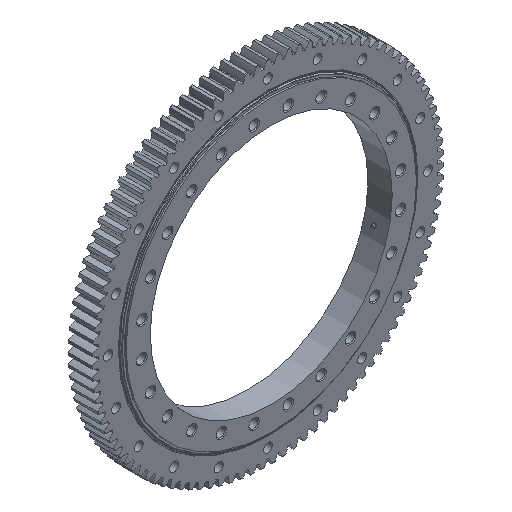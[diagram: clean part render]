
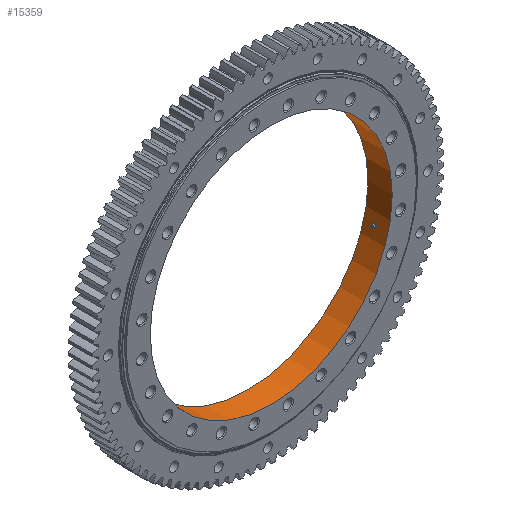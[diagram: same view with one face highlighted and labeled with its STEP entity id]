
A CAD part, isometric view. The second image highlights one B-rep face of the part: STEP entity #15359.
In plain terms, the highlighted cylindrical face has radius 365.125 mm (diameter 730.25 mm), a full revolution.
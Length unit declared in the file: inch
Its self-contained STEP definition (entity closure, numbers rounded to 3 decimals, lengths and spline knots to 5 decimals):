
#65=CYLINDRICAL_SURFACE('',#16513,14.375);
#564=FACE_BOUND('',#3119,.T.);
#699=LINE('',#29685,#1239);
#1239=VECTOR('',#19115,14.375);
#2188=FACE_OUTER_BOUND('',#3118,.T.);
#3118=EDGE_LOOP('',(#10851,#10852,#10853,#10854));
#3119=EDGE_LOOP('',(#10855,#10856));
#4064=CIRCLE('',#16498,14.375);
#4070=CIRCLE('',#16512,14.375);
#5385=B_SPLINE_CURVE_WITH_KNOTS('',3,(#29399,#29400,#29401,#29402,#29403,
#29404,#29405,#29406,#29407,#29408,#29409,#29410,#29411,#29412,#29413,#29414,
#29415,#29416),.UNSPECIFIED.,.F.,.F.,(4,2,2,2,2,2,2,2,4),(0.,0.36005,
0.7201,1.08015,1.4402,1.80025,2.1603,
2.52035,2.88039),.UNSPECIFIED.);
#5386=B_SPLINE_CURVE_WITH_KNOTS('',3,(#29417,#29418,#29419,#29420,#29421,
#29422,#29423,#29424,#29425,#29426,#29427,#29428,#29429,#29430,#29431,#29432,
#29433,#29434,#29435,#29436,#29437,#29438,#29439,#29440,#29441,#29442,#29443,
#29444,#29445,#29446,#29447,#29448,#29449,#29450,#29451,#29452,#29453,#29454,
#29455,#29456,#29457,#29458,#29459,#29460,#29461,#29462,#29463,#29464,#29465,
#29466),.UNSPECIFIED.,.F.,.F.,(4,2,2,2,2,2,2,2,2,2,2,2,2,2,2,2,2,2,2,2,
2,2,2,2,4),(2.88039,3.24044,3.60049,3.96054,
4.32059,4.68064,5.04069,5.40074,5.76079,
6.12084,6.48089,6.84094,7.20099,7.56104,
7.92109,8.28113,8.64118,9.00123,9.36128,
9.72133,10.08138,10.44143,10.80148,11.16153,
11.52158),.UNSPECIFIED.);
#6103=VERTEX_POINT('',#29397);
#6104=VERTEX_POINT('',#29398);
#6123=VERTEX_POINT('',#29659);
#6129=VERTEX_POINT('',#29682);
#7890=EDGE_CURVE('',#6103,#6104,#5385,.T.);
#7891=EDGE_CURVE('',#6104,#6103,#5386,.T.);
#7921=EDGE_CURVE('',#6123,#6123,#4064,.T.);
#7930=EDGE_CURVE('',#6129,#6129,#4070,.T.);
#7931=EDGE_CURVE('',#6129,#6123,#699,.T.);
#10851=ORIENTED_EDGE('',*,*,#7930,.T.);
#10852=ORIENTED_EDGE('',*,*,#7931,.T.);
#10853=ORIENTED_EDGE('',*,*,#7921,.F.);
#10854=ORIENTED_EDGE('',*,*,#7931,.F.);
#10855=ORIENTED_EDGE('',*,*,#7890,.T.);
#10856=ORIENTED_EDGE('',*,*,#7891,.T.);
#15359=ADVANCED_FACE('',(#2188,#564),#65,.F.);
#16498=AXIS2_PLACEMENT_3D('',#29660,#19080,#19081);
#16512=AXIS2_PLACEMENT_3D('',#29683,#19111,#19112);
#16513=AXIS2_PLACEMENT_3D('',#29684,#19113,#19114);
#19080=DIRECTION('center_axis',(0.,1.,0.));
#19081=DIRECTION('ref_axis',(-1.,0.,0.));
#19111=DIRECTION('center_axis',(0.,1.,0.));
#19112=DIRECTION('ref_axis',(-1.,0.,0.));
#19113=DIRECTION('center_axis',(0.,1.,0.));
#19114=DIRECTION('ref_axis',(-1.,0.,0.));
#19115=DIRECTION('',(0.,-1.,0.));
#29397=CARTESIAN_POINT('',(-14.35529,0.,-0.75248));
#29398=CARTESIAN_POINT('',(-14.375,-0.75248,0.));
#29399=CARTESIAN_POINT('Ctrl Pts',(-14.35529,0.,-0.75248));
#29400=CARTESIAN_POINT('Ctrl Pts',(-14.35529,-0.04725,
-0.75248));
#29401=CARTESIAN_POINT('Ctrl Pts',(-14.35553,-0.09611,
-0.74795));
#29402=CARTESIAN_POINT('Ctrl Pts',(-14.35651,-0.19331,
-0.72891));
#29403=CARTESIAN_POINT('Ctrl Pts',(-14.35725,-0.24164,
-0.71439));
#29404=CARTESIAN_POINT('Ctrl Pts',(-14.35911,-0.33433,
-0.67599));
#29405=CARTESIAN_POINT('Ctrl Pts',(-14.36023,-0.37877,
-0.65208));
#29406=CARTESIAN_POINT('Ctrl Pts',(-14.36263,-0.46094,
-0.59683));
#29407=CARTESIAN_POINT('Ctrl Pts',(-14.36391,-0.49868,
-0.56548));
#29408=CARTESIAN_POINT('Ctrl Pts',(-14.36639,-0.56548,
-0.49868));
#29409=CARTESIAN_POINT('Ctrl Pts',(-14.36767,-0.59683,
-0.46094));
#29410=CARTESIAN_POINT('Ctrl Pts',(-14.37007,-0.65208,
-0.37877));
#29411=CARTESIAN_POINT('Ctrl Pts',(-14.37119,-0.67599,
-0.33433));
#29412=CARTESIAN_POINT('Ctrl Pts',(-14.37304,-0.71439,
-0.24164));
#29413=CARTESIAN_POINT('Ctrl Pts',(-14.37378,-0.72891,
-0.19331));
#29414=CARTESIAN_POINT('Ctrl Pts',(-14.37476,-0.74795,
-0.09611));
#29415=CARTESIAN_POINT('Ctrl Pts',(-14.375,-0.75248,-0.04725));
#29416=CARTESIAN_POINT('Ctrl Pts',(-14.375,-0.75248,0.));
#29417=CARTESIAN_POINT('Ctrl Pts',(-14.375,-0.75248,0.));
#29418=CARTESIAN_POINT('Ctrl Pts',(-14.375,-0.75248,0.04725));
#29419=CARTESIAN_POINT('Ctrl Pts',(-14.37476,-0.74795,
0.09611));
#29420=CARTESIAN_POINT('Ctrl Pts',(-14.37378,-0.72891,
0.19331));
#29421=CARTESIAN_POINT('Ctrl Pts',(-14.37304,-0.71439,
0.24164));
#29422=CARTESIAN_POINT('Ctrl Pts',(-14.37119,-0.67599,
0.33433));
#29423=CARTESIAN_POINT('Ctrl Pts',(-14.37007,-0.65208,
0.37877));
#29424=CARTESIAN_POINT('Ctrl Pts',(-14.36767,-0.59683,
0.46094));
#29425=CARTESIAN_POINT('Ctrl Pts',(-14.36639,-0.56548,
0.49868));
#29426=CARTESIAN_POINT('Ctrl Pts',(-14.36391,-0.49868,
0.56548));
#29427=CARTESIAN_POINT('Ctrl Pts',(-14.36263,-0.46094,
0.59683));
#29428=CARTESIAN_POINT('Ctrl Pts',(-14.36023,-0.37877,
0.65208));
#29429=CARTESIAN_POINT('Ctrl Pts',(-14.35911,-0.33433,
0.67599));
#29430=CARTESIAN_POINT('Ctrl Pts',(-14.35725,-0.24164,
0.71439));
#29431=CARTESIAN_POINT('Ctrl Pts',(-14.35651,-0.19331,
0.72891));
#29432=CARTESIAN_POINT('Ctrl Pts',(-14.35553,-0.09611,
0.74795));
#29433=CARTESIAN_POINT('Ctrl Pts',(-14.35529,-0.04725,
0.75248));
#29434=CARTESIAN_POINT('Ctrl Pts',(-14.35529,0.04725,
0.75248));
#29435=CARTESIAN_POINT('Ctrl Pts',(-14.35553,0.09611,
0.74795));
#29436=CARTESIAN_POINT('Ctrl Pts',(-14.35651,0.19331,0.72891));
#29437=CARTESIAN_POINT('Ctrl Pts',(-14.35725,0.24164,
0.71439));
#29438=CARTESIAN_POINT('Ctrl Pts',(-14.35911,0.33433,
0.67599));
#29439=CARTESIAN_POINT('Ctrl Pts',(-14.36023,0.37877,
0.65208));
#29440=CARTESIAN_POINT('Ctrl Pts',(-14.36263,0.46094,
0.59683));
#29441=CARTESIAN_POINT('Ctrl Pts',(-14.36391,0.49868,0.56548));
#29442=CARTESIAN_POINT('Ctrl Pts',(-14.36639,0.56548,
0.49868));
#29443=CARTESIAN_POINT('Ctrl Pts',(-14.36767,0.59683,
0.46094));
#29444=CARTESIAN_POINT('Ctrl Pts',(-14.37007,0.65208,
0.37877));
#29445=CARTESIAN_POINT('Ctrl Pts',(-14.37119,0.67599,
0.33433));
#29446=CARTESIAN_POINT('Ctrl Pts',(-14.37304,0.71439,
0.24164));
#29447=CARTESIAN_POINT('Ctrl Pts',(-14.37378,0.72891,
0.19331));
#29448=CARTESIAN_POINT('Ctrl Pts',(-14.37476,0.74795,
0.09611));
#29449=CARTESIAN_POINT('Ctrl Pts',(-14.375,0.75248,0.04725));
#29450=CARTESIAN_POINT('Ctrl Pts',(-14.375,0.75248,-0.04725));
#29451=CARTESIAN_POINT('Ctrl Pts',(-14.37476,0.74795,
-0.09611));
#29452=CARTESIAN_POINT('Ctrl Pts',(-14.37378,0.72891,
-0.19331));
#29453=CARTESIAN_POINT('Ctrl Pts',(-14.37304,0.71439,
-0.24164));
#29454=CARTESIAN_POINT('Ctrl Pts',(-14.37119,0.67599,
-0.33433));
#29455=CARTESIAN_POINT('Ctrl Pts',(-14.37007,0.65208,
-0.37877));
#29456=CARTESIAN_POINT('Ctrl Pts',(-14.36767,0.59683,
-0.46094));
#29457=CARTESIAN_POINT('Ctrl Pts',(-14.36639,0.56548,
-0.49868));
#29458=CARTESIAN_POINT('Ctrl Pts',(-14.36391,0.49868,-0.56548));
#29459=CARTESIAN_POINT('Ctrl Pts',(-14.36263,0.46094,
-0.59683));
#29460=CARTESIAN_POINT('Ctrl Pts',(-14.36023,0.37877,
-0.65208));
#29461=CARTESIAN_POINT('Ctrl Pts',(-14.35911,0.33433,
-0.67599));
#29462=CARTESIAN_POINT('Ctrl Pts',(-14.35725,0.24164,
-0.71439));
#29463=CARTESIAN_POINT('Ctrl Pts',(-14.35651,0.19331,-0.72891));
#29464=CARTESIAN_POINT('Ctrl Pts',(-14.35553,0.09611,
-0.74795));
#29465=CARTESIAN_POINT('Ctrl Pts',(-14.35529,0.04725,
-0.75248));
#29466=CARTESIAN_POINT('Ctrl Pts',(-14.35529,0.,
-0.75248));
#29659=CARTESIAN_POINT('',(14.375,-1.625,0.));
#29660=CARTESIAN_POINT('Origin',(0.,-1.625,0.));
#29682=CARTESIAN_POINT('',(14.375,1.255,0.));
#29683=CARTESIAN_POINT('Origin',(0.,1.255,0.));
#29684=CARTESIAN_POINT('Origin',(0.,-0.185,0.));
#29685=CARTESIAN_POINT('',(14.375,-0.185,0.));
